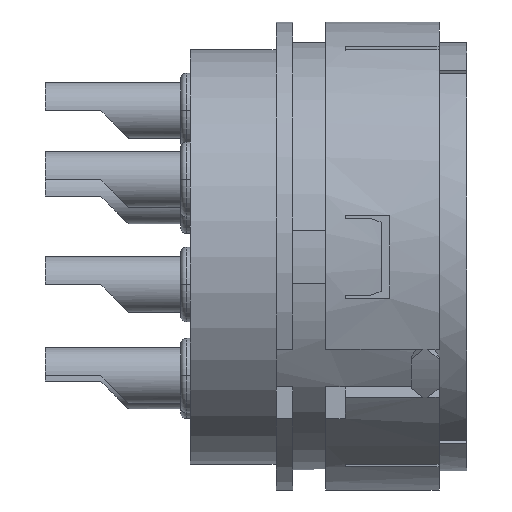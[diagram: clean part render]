
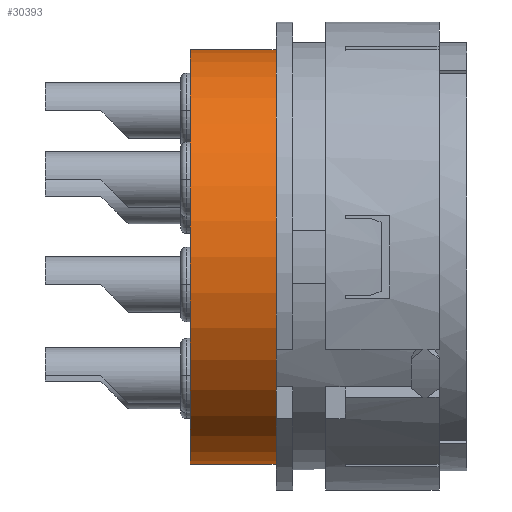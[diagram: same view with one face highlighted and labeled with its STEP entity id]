
A CAD part, left-side view. The second image highlights one B-rep face of the part: STEP entity #30393.
In plain terms, the highlighted cylindrical face has radius 7.5 mm (diameter 15 mm), a partial arc.
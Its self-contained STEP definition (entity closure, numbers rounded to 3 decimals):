
#2697=CARTESIAN_POINT('',(0.,0.,0.));
#2698=DIRECTION('',(0.,1.,0.));
#2699=DIRECTION('',(0.,0.,-1.));
#2700=AXIS2_PLACEMENT_3D('',#2697,#2698,#2699);
#4211=DIRECTION('',(0.,-1.,0.));
#4212=VECTOR('',#4211,3.1);
#4213=CARTESIAN_POINT('',(0.,0.,7.5));
#4214=LINE('',#4213,#4212);
#4215=DIRECTION('',(0.,-1.,0.));
#4216=VECTOR('',#4215,3.1);
#4217=CARTESIAN_POINT('',(0.,0.,-7.5));
#4218=LINE('',#4217,#4216);
#4258=CARTESIAN_POINT('',(0.,-3.1,0.));
#4259=DIRECTION('',(0.,-1.,0.));
#4260=DIRECTION('',(0.,0.,1.));
#4261=AXIS2_PLACEMENT_3D('',#4258,#4259,#4260);
#21102=CARTESIAN_POINT('',(0.,-3.1,7.5));
#21103=CARTESIAN_POINT('',(0.,-3.1,-7.5));
#21104=VERTEX_POINT('',#21102);
#21105=VERTEX_POINT('',#21103);
#21106=CARTESIAN_POINT('',(0.,0.,-7.5));
#21107=CARTESIAN_POINT('',(0.,0.,7.5));
#21108=VERTEX_POINT('',#21106);
#21109=VERTEX_POINT('',#21107);
#30379=CARTESIAN_POINT('',(0.,0.,0.));
#30380=DIRECTION('',(0.,1.,0.));
#30381=DIRECTION('',(0.,0.,1.));
#30382=AXIS2_PLACEMENT_3D('',#30379,#30380,#30381);
#30383=CYLINDRICAL_SURFACE('',#30382,7.5);
#30384=ORIENTED_EDGE('',*,*,#29580,.T.);
#30386=ORIENTED_EDGE('',*,*,#30385,.T.);
#30388=ORIENTED_EDGE('',*,*,#30387,.T.);
#30390=ORIENTED_EDGE('',*,*,#30389,.F.);
#30391=EDGE_LOOP('',(#30384,#30386,#30388,#30390));
#30392=FACE_OUTER_BOUND('',#30391,.F.);
#2701=CIRCLE('',#2700,7.5);
#4262=CIRCLE('',#4261,7.5);
#29580=EDGE_CURVE('',#21108,#21109,#2701,.T.);
#30385=EDGE_CURVE('',#21109,#21104,#4214,.T.);
#30387=EDGE_CURVE('',#21104,#21105,#4262,.T.);
#30389=EDGE_CURVE('',#21108,#21105,#4218,.T.);
#30393=ADVANCED_FACE('',(#30392),#30383,.T.);
